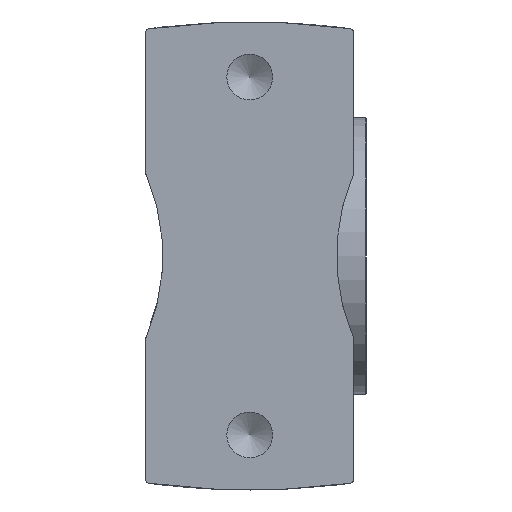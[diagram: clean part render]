
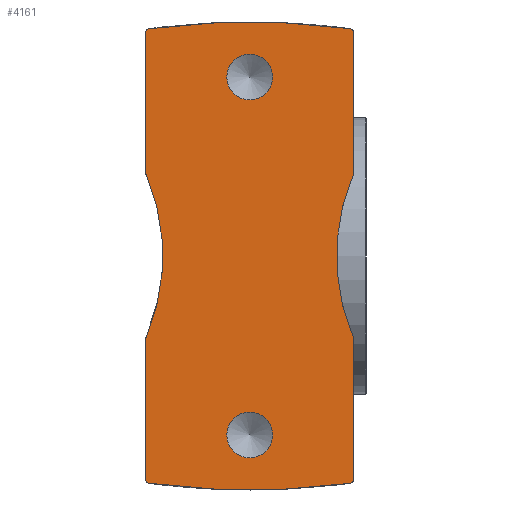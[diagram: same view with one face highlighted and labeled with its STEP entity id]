
A CAD part, front view. The second image highlights one B-rep face of the part: STEP entity #4161.
In plain terms, the highlighted face is planar.
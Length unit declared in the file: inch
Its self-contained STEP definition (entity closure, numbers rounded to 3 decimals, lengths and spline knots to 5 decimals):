
#1027=PLANE('',#4444);
#1070=CIRCLE('',#4341,1.875);
#1073=CIRCLE('',#4347,0.2085);
#1075=CIRCLE('',#4351,0.2085);
#1096=CIRCLE('',#4385,6.9071);
#1102=CIRCLE('',#4394,6.9071);
#1104=CIRCLE('',#4398,0.035);
#1112=CIRCLE('',#4413,1.875);
#1114=CIRCLE('',#4417,0.035);
#1123=CIRCLE('',#4431,0.035);
#1130=CIRCLE('',#4443,0.035);
#1364=VERTEX_POINT('',#5665);
#1365=VERTEX_POINT('',#5667);
#1370=VERTEX_POINT('',#5681);
#1373=VERTEX_POINT('',#5688);
#1406=VERTEX_POINT('',#7651);
#1407=VERTEX_POINT('',#7653);
#1412=VERTEX_POINT('',#7761);
#1413=VERTEX_POINT('',#7763);
#1417=VERTEX_POINT('',#7785);
#1428=VERTEX_POINT('',#8047);
#1429=VERTEX_POINT('',#8049);
#1433=VERTEX_POINT('',#8094);
#1451=VERTEX_POINT('',#8506);
#1456=VERTEX_POINT('',#8705);
#1711=VECTOR('',#4844,1.);
#1719=VECTOR('',#4881,1.);
#1876=LINE('',#7788,#1711);
#1884=LINE('',#8095,#1719);
#2043=EDGE_CURVE('',#1365,#1364,#1070,.T.);
#2049=EDGE_CURVE('',#1370,#1370,#1073,.T.);
#2051=EDGE_CURVE('',#1373,#1373,#1075,.T.);
#2105=EDGE_CURVE('',#1407,#1406,#1096,.T.);
#2116=EDGE_CURVE('',#1413,#1412,#1102,.T.);
#2122=EDGE_CURVE('',#1417,#1412,#1104,.T.);
#2123=EDGE_CURVE('',#1417,#1365,#1876,.T.);
#2141=EDGE_CURVE('',#1429,#1428,#1112,.T.);
#2147=EDGE_CURVE('',#1433,#1428,#1884,.T.);
#2148=EDGE_CURVE('',#1413,#1433,#1114,.T.);
#2174=EDGE_CURVE('',#1364,#1451,#1876,.T.);
#2175=EDGE_CURVE('',#1407,#1451,#1123,.T.);
#2187=EDGE_CURVE('',#1456,#1406,#1130,.T.);
#2188=EDGE_CURVE('',#1429,#1456,#1884,.T.);
#2804=ORIENTED_EDGE('',*,*,#2049,.T.);
#2805=ORIENTED_EDGE('',*,*,#2051,.T.);
#2806=ORIENTED_EDGE('',*,*,#2122,.F.);
#2807=ORIENTED_EDGE('',*,*,#2123,.T.);
#2808=ORIENTED_EDGE('',*,*,#2043,.T.);
#2809=ORIENTED_EDGE('',*,*,#2174,.T.);
#2810=ORIENTED_EDGE('',*,*,#2175,.F.);
#2811=ORIENTED_EDGE('',*,*,#2105,.T.);
#2812=ORIENTED_EDGE('',*,*,#2187,.F.);
#2813=ORIENTED_EDGE('',*,*,#2188,.F.);
#2814=ORIENTED_EDGE('',*,*,#2141,.T.);
#2815=ORIENTED_EDGE('',*,*,#2147,.F.);
#2816=ORIENTED_EDGE('',*,*,#2148,.F.);
#2817=ORIENTED_EDGE('',*,*,#2116,.T.);
#3623=EDGE_LOOP('',(#2804));
#3624=EDGE_LOOP('',(#2805));
#3625=EDGE_LOOP('',(#2806,#2807,#2808,#2809,#2810,#2811,#2812,#2813,#2814,
#2815,#2816,#2817));
#3891=FACE_BOUND('',#3623,.T.);
#3892=FACE_BOUND('',#3624,.T.);
#3893=FACE_BOUND('',#3625,.T.);
#4161=ADVANCED_FACE('',(#3891,#3892,#3893),#1027,.F.);
#4341=AXIS2_PLACEMENT_3D('',#5666,#4720,#4721);
#4347=AXIS2_PLACEMENT_3D('',#5680,#4735,#4736);
#4351=AXIS2_PLACEMENT_3D('',#5687,#4743,#4744);
#4385=AXIS2_PLACEMENT_3D('',#7652,#4812,#4813);
#4394=AXIS2_PLACEMENT_3D('',#7762,#4831,#4832);
#4398=AXIS2_PLACEMENT_3D('',#7786,#4841,#4842);
#4413=AXIS2_PLACEMENT_3D('',#8048,#4874,#4875);
#4417=AXIS2_PLACEMENT_3D('',#8097,#4884,#4885);
#4431=AXIS2_PLACEMENT_3D('',#8508,#4918,#4919);
#4443=AXIS2_PLACEMENT_3D('',#8706,#4944,#4945);
#4444=AXIS2_PLACEMENT_3D('',#8707,#4946,$);
#4720=DIRECTION('',(0.,0.,1.));
#4721=DIRECTION('',(1.875,0.,0.));
#4735=DIRECTION('',(0.,0.,1.));
#4736=DIRECTION('',(0.209,0.,0.));
#4743=DIRECTION('',(0.,0.,1.));
#4744=DIRECTION('',(0.209,0.,0.));
#4812=DIRECTION('',(0.,0.,-1.));
#4813=DIRECTION('',(6.907,0.,0.));
#4831=DIRECTION('',(0.,0.,-1.));
#4832=DIRECTION('',(-6.907,0.,0.));
#4841=DIRECTION('',(0.,0.,1.));
#4842=DIRECTION('',(0.026,0.023,0.));
#4844=DIRECTION('',(0.,-1.,0.));
#4874=DIRECTION('',(0.,0.,1.));
#4875=DIRECTION('',(-1.875,0.,0.));
#4881=DIRECTION('',(0.,-1.,0.));
#4884=DIRECTION('',(0.,0.,1.));
#4885=DIRECTION('',(-0.026,0.023,0.));
#4918=DIRECTION('',(0.,0.,1.));
#4919=DIRECTION('',(0.026,-0.023,0.));
#4944=DIRECTION('',(0.,0.,1.));
#4945=DIRECTION('',(-0.026,-0.023,0.));
#4946=DIRECTION('',(0.,0.,1.));
#5665=CARTESIAN_POINT('',(0.94488,-0.74803,0.));
#5666=CARTESIAN_POINT('',(2.66421,0.,0.));
#5667=CARTESIAN_POINT('',(0.94488,0.74803,0.));
#5680=CARTESIAN_POINT('',(0.,-1.62598,0.));
#5681=CARTESIAN_POINT('',(0.2085,-1.62598,0.));
#5687=CARTESIAN_POINT('',(0.,1.62598,0.));
#5688=CARTESIAN_POINT('',(0.2085,1.62598,0.));
#7651=CARTESIAN_POINT('',(-0.91452,-2.06517,0.));
#7652=CARTESIAN_POINT('',(0.,4.78111,0.));
#7653=CARTESIAN_POINT('',(0.91452,-2.06517,0.));
#7761=CARTESIAN_POINT('',(0.91452,2.06517,0.));
#7762=CARTESIAN_POINT('',(0.,-4.78111,0.));
#7763=CARTESIAN_POINT('',(-0.91452,2.06517,0.));
#7785=CARTESIAN_POINT('',(0.94488,2.03048,0.));
#7786=CARTESIAN_POINT('',(0.90988,2.03048,0.));
#7788=CARTESIAN_POINT('',(0.94488,2.06105,0.));
#8047=CARTESIAN_POINT('',(-0.94488,0.74803,0.));
#8048=CARTESIAN_POINT('',(-2.66421,0.,0.));
#8049=CARTESIAN_POINT('',(-0.94488,-0.74803,0.));
#8094=CARTESIAN_POINT('',(-0.94488,2.03048,0.));
#8095=CARTESIAN_POINT('',(-0.94488,2.06105,0.));
#8097=CARTESIAN_POINT('',(-0.90988,2.03048,0.));
#8506=CARTESIAN_POINT('',(0.94488,-2.03048,0.));
#8508=CARTESIAN_POINT('',(0.90988,-2.03048,0.));
#8705=CARTESIAN_POINT('',(-0.94488,-2.03048,0.));
#8706=CARTESIAN_POINT('',(-0.90988,-2.03048,0.));
#8707=CARTESIAN_POINT('',(0.4675,1.04896,0.));
